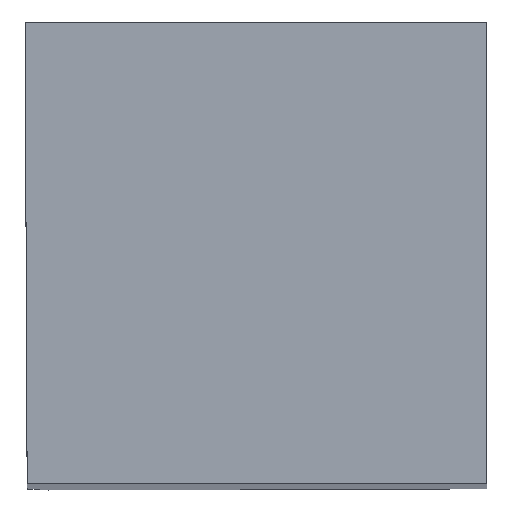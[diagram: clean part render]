
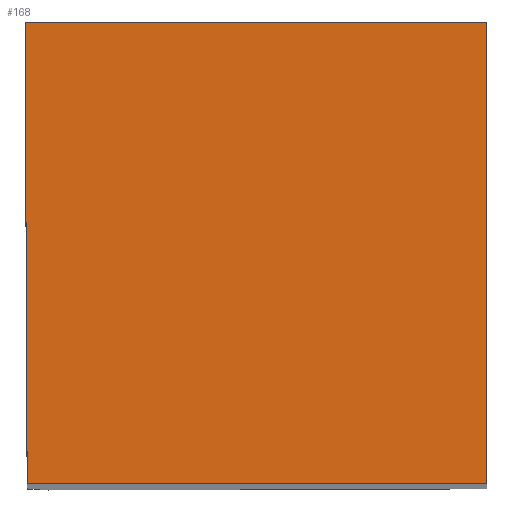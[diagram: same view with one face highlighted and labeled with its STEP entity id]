
A CAD part, top view. The second image highlights one B-rep face of the part: STEP entity #168.
In plain terms, the highlighted planar face has unit normal (0, 0, 1).
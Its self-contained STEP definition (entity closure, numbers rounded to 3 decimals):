
#168=ADVANCED_FACE('',(#223),#202,.F.);
#202=PLANE('',#749);
#223=FACE_OUTER_BOUND('',#247,.T.);
#247=EDGE_LOOP('',(#336,#337,#338,#339));
#336=ORIENTED_EDGE('',*,*,#514,.T.);
#337=ORIENTED_EDGE('',*,*,#519,.T.);
#338=ORIENTED_EDGE('',*,*,#522,.F.);
#339=ORIENTED_EDGE('',*,*,#523,.T.);
#455=VERTEX_POINT('',#1043);
#456=VERTEX_POINT('',#1045);
#458=VERTEX_POINT('',#1052);
#459=VERTEX_POINT('',#1058);
#514=EDGE_CURVE('',#456,#455,#588,.T.);
#519=EDGE_CURVE('',#455,#458,#592,.T.);
#522=EDGE_CURVE('',#459,#458,#594,.T.);
#523=EDGE_CURVE('',#459,#456,#595,.T.);
#588=LINE('',#1044,#640);
#592=LINE('',#1053,#644);
#594=LINE('',#1059,#646);
#595=LINE('',#1061,#647);
#640=VECTOR('',#842,1.);
#644=VECTOR('',#850,1.);
#646=VECTOR('',#858,1.);
#647=VECTOR('',#861,1.);
#749=AXIS2_PLACEMENT_3D('',#1063,#864,#865);
#842=DIRECTION('',(-1.,0.,0.));
#850=DIRECTION('',(0.004,-1.,0.));
#858=DIRECTION('',(-1.,0.,0.));
#861=DIRECTION('',(0.,1.,0.));
#864=DIRECTION('',(0.,0.,-1.));
#865=DIRECTION('',(1.,0.,0.));
#1043=CARTESIAN_POINT('',(0.,15.95,0.));
#1044=CARTESIAN_POINT('',(18.,15.95,0.));
#1045=CARTESIAN_POINT('',(15.95,15.95,0.));
#1052=CARTESIAN_POINT('',(0.07,0.,0.));
#1053=CARTESIAN_POINT('',(0.,15.95,0.));
#1058=CARTESIAN_POINT('',(15.95,0.,0.));
#1059=CARTESIAN_POINT('',(18.,0.,0.));
#1061=CARTESIAN_POINT('',(15.95,-2.,0.));
#1063=CARTESIAN_POINT('',(18.,17.95,0.));
